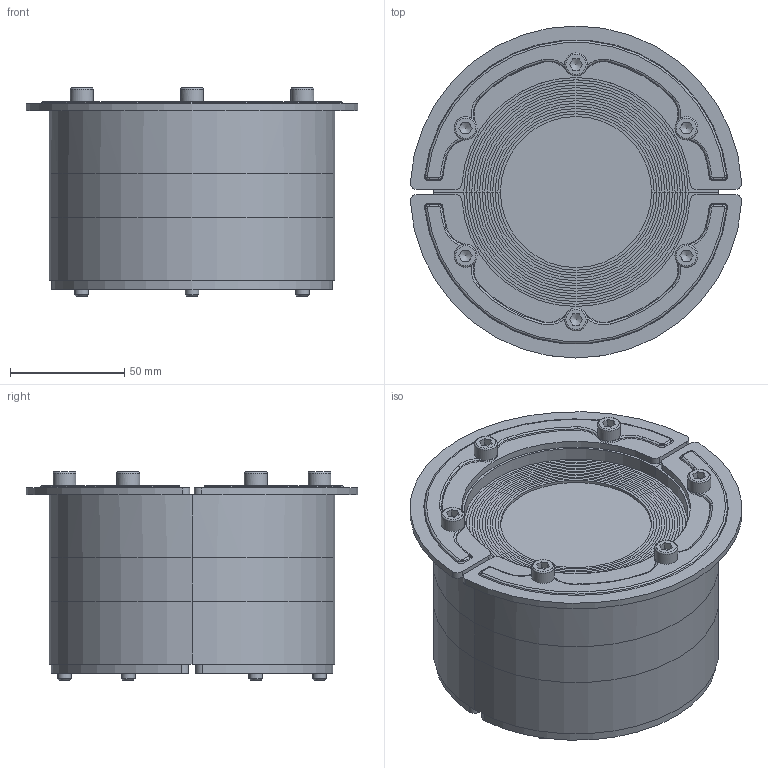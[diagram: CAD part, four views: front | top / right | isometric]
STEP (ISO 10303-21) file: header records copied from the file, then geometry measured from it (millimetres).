
FILE_DESCRIPTION(/* description */ ('','CAx-IF Rec.Pracs.---Representation and Presentation of Product Manufacturing Information (PMI)---4.0---2014-10-13'),/* implementation_level */ '2;1');
FILE_NAME(/* name */ 'RS 125 BG.stp',/* time_stamp */ '2021-12-22T13:56:49+01:00',/* author */ ('se-linado'),/* organization */ (''),/* preprocessor_version */ 'ST-DEVELOPER v17.2',/* originating_system */ 'Autodesk Inventor 2019',/* authorisation */ '');
FILE_SCHEMA (('AP242_MANAGED_MODEL_BASED_3D_ENGINEERING_MIM_LF { 1 0 10303 442 1 1 4 }'));
Length unit declared in the file: millimetre
Products named in the file (1): RS 125 BG_EMC
Bounding box: 144.76 x 145 x 91 mm (x, y, z)
Volume: 857447.8 mm3; surface area: 73684.2 mm2
Topology: 1 solids, 1 shells, 280 faces, 694 edges, 426 vertices
Faces by surface type: plane 136, cylinder 54, cone 40, torus 34, bspline 16
Full cylindrical faces by diameter (mm): 6 x6, 10 x6
Entity records: 9066 total; most frequent: CARTESIAN_POINT 2071, DIRECTION 1484, ORIENTED_EDGE 1376, EDGE_CURVE 688, AXIS2_PLACEMENT_3D 613, VERTEX_POINT 426, CIRCLE 348, EDGE_LOOP 296
